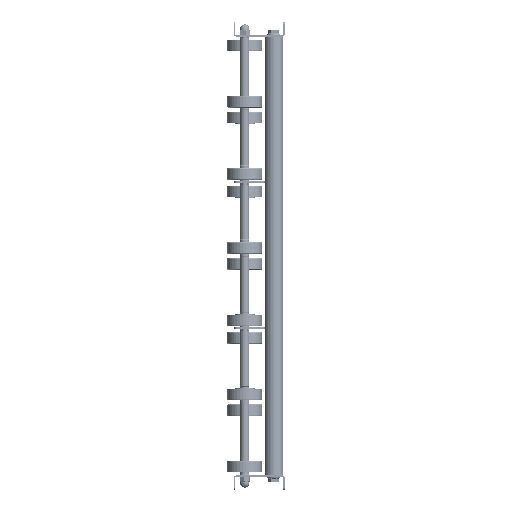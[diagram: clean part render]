
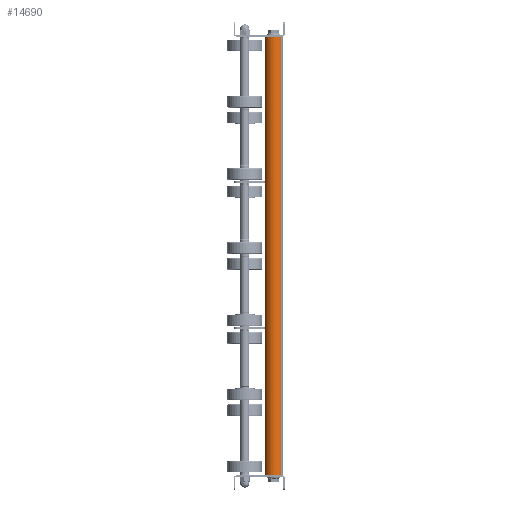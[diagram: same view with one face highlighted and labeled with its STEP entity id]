
A CAD part, left-side view. The second image highlights one B-rep face of the part: STEP entity #14690.
In plain terms, the highlighted cylindrical face has radius 12.5 mm (diameter 25 mm), a partial arc.
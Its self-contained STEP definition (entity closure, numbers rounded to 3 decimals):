
#2454 = DIRECTION ( 'NONE',  ( 0., 0., -1. ) ) ;
#2721 = EDGE_CURVE ( 'NONE', #14340, #21798, #8990, .T. ) ;
#2969 = DIRECTION ( 'NONE',  ( 1., 0., 0. ) ) ;
#4241 = ORIENTED_EDGE ( 'NONE', *, *, #2721, .T. ) ;
#5816 = CARTESIAN_POINT ( 'NONE',  ( 599., 0., 0. ) ) ;
#6989 = CARTESIAN_POINT ( 'NONE',  ( 599., 0., -12.5 ) ) ;
#7272 = VERTEX_POINT ( 'NONE', #14309 ) ;
#7315 = CARTESIAN_POINT ( 'NONE',  ( 600., 0., 12.5 ) ) ;
#7982 = DIRECTION ( 'NONE',  ( -1., 0., 0. ) ) ;
#8607 = EDGE_LOOP ( 'NONE', ( #20533, #13066, #4241, #13574 ) ) ;
#8977 = CYLINDRICAL_SURFACE ( 'NONE', #20275, 12.5 ) ;
#8990 = LINE ( 'NONE', #7315, #16151 ) ;
#9202 = VECTOR ( 'NONE', #7982, 1000. ) ;
#9569 = CIRCLE ( 'NONE', #16196, 12.5 ) ;
#9872 = LINE ( 'NONE', #9990, #9202 ) ;
#9990 = CARTESIAN_POINT ( 'NONE',  ( 600., 0., -12.5 ) ) ;
#10439 = CARTESIAN_POINT ( 'NONE',  ( 600., 0., 0. ) ) ;
#10659 = FACE_OUTER_BOUND ( 'NONE', #8607, .T. ) ;
#10872 = CARTESIAN_POINT ( 'NONE',  ( 1., 0., 12.5 ) ) ;
#12094 = DIRECTION ( 'NONE',  ( -1., 0., 0. ) ) ;
#12459 = EDGE_CURVE ( 'NONE', #18732, #7272, #9872, .T. ) ;
#13066 = ORIENTED_EDGE ( 'NONE', *, *, #17865, .T. ) ;
#13574 = ORIENTED_EDGE ( 'NONE', *, *, #17147, .T. ) ;
#14309 = CARTESIAN_POINT ( 'NONE',  ( 1., 0., -12.5 ) ) ;
#14340 = VERTEX_POINT ( 'NONE', #19706 ) ;
#14690 = ADVANCED_FACE ( 'NONE', ( #10659 ), #8977, .T. ) ;
#14791 = CARTESIAN_POINT ( 'NONE',  ( 1., 0., 0. ) ) ;
#15123 = DIRECTION ( 'NONE',  ( 0., 0., -1. ) ) ;
#16151 = VECTOR ( 'NONE', #20936, 1000. ) ;
#16196 = AXIS2_PLACEMENT_3D ( 'NONE', #14791, #2969, #15123 ) ;
#16496 = DIRECTION ( 'NONE',  ( -1., 0., 0. ) ) ;
#16734 = CIRCLE ( 'NONE', #21021, 12.5 ) ;
#17147 = EDGE_CURVE ( 'NONE', #21798, #7272, #9569, .T. ) ;
#17243 = DIRECTION ( 'NONE',  ( 0., 0., 1. ) ) ;
#17865 = EDGE_CURVE ( 'NONE', #18732, #14340, #16734, .T. ) ;
#18732 = VERTEX_POINT ( 'NONE', #6989 ) ;
#19706 = CARTESIAN_POINT ( 'NONE',  ( 599., 0., 12.5 ) ) ;
#20275 = AXIS2_PLACEMENT_3D ( 'NONE', #10439, #12094, #17243 ) ;
#20533 = ORIENTED_EDGE ( 'NONE', *, *, #12459, .F. ) ;
#20936 = DIRECTION ( 'NONE',  ( -1., 0., 0. ) ) ;
#21021 = AXIS2_PLACEMENT_3D ( 'NONE', #5816, #16496, #2454 ) ;
#21798 = VERTEX_POINT ( 'NONE', #10872 ) ;
